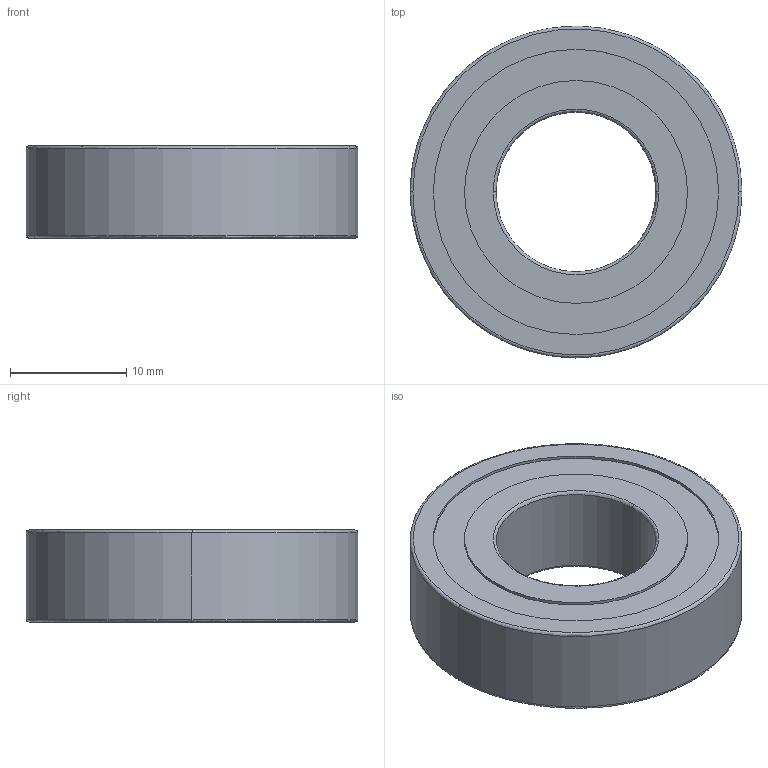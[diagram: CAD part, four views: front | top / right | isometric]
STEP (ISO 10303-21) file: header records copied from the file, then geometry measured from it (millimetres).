
FILE_DESCRIPTION (( 'STEP AP203' ), '1' );
FILE_NAME ('bearing_Default_sldprt.STEP', '2017-04-19T20:13:22', ( '' ), ( '' ), 'SwSTEP 2.0', 'SolidWorks 2016', '' );
FILE_SCHEMA (( 'CONFIG_CONTROL_DESIGN' ));
Length unit declared in the file: inch
Products named in the file (1): bearing_Default_sldprt
Bounding box: 28.57 x 28.57 x 7.94 mm (x, y, z)
Volume: 3816 mm3; surface area: 2081.4 mm2
Topology: 1 solids, 1 shells, 26 faces, 52 edges, 32 vertices
Faces by surface type: cylinder 12, bspline 8, plane 6
Entity records: 855 total; most frequent: CARTESIAN_POINT 255, DIRECTION 114, ORIENTED_EDGE 104, EDGE_CURVE 52, AXIS2_PLACEMENT_3D 51, VERTEX_POINT 32, CIRCLE 32, EDGE_LOOP 32
